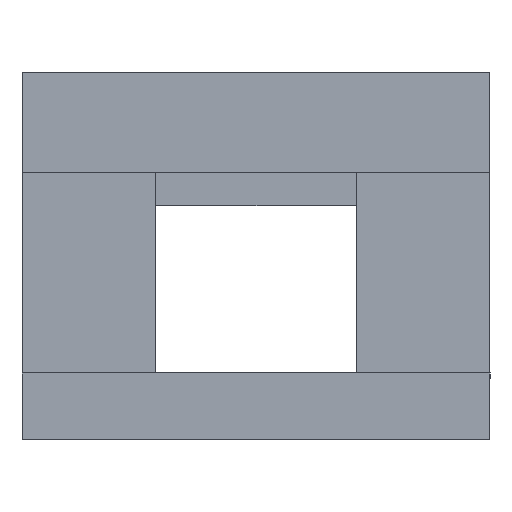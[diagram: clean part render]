
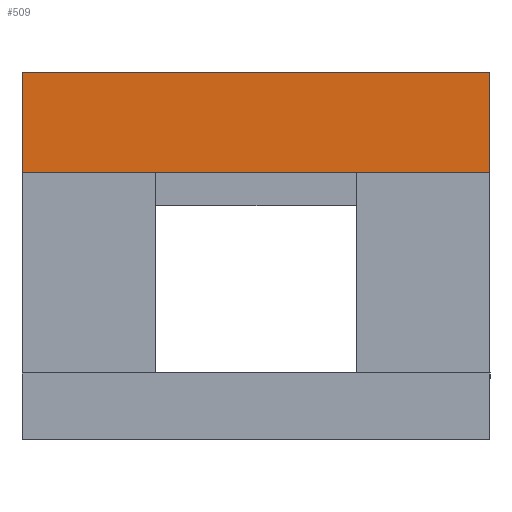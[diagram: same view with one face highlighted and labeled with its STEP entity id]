
A CAD part, left-side view. The second image highlights one B-rep face of the part: STEP entity #509.
In plain terms, the highlighted planar face has unit normal (-1, 0, 0).
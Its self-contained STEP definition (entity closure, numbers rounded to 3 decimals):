
#49=FACE_OUTER_BOUND('',#79,.T.);
#79=EDGE_LOOP('',(#386,#387,#388,#389));
#130=LINE('',#776,#190);
#131=LINE('',#778,#191);
#132=LINE('',#780,#192);
#133=LINE('',#781,#193);
#190=VECTOR('',#642,304.8);
#191=VECTOR('',#643,304.8);
#192=VECTOR('',#644,304.8);
#193=VECTOR('',#645,304.8);
#238=VERTEX_POINT('',#774);
#239=VERTEX_POINT('',#775);
#240=VERTEX_POINT('',#777);
#241=VERTEX_POINT('',#779);
#290=EDGE_CURVE('',#238,#239,#130,.T.);
#291=EDGE_CURVE('',#239,#240,#131,.T.);
#292=EDGE_CURVE('',#240,#241,#132,.T.);
#293=EDGE_CURVE('',#241,#238,#133,.T.);
#386=ORIENTED_EDGE('',*,*,#290,.T.);
#387=ORIENTED_EDGE('',*,*,#291,.T.);
#388=ORIENTED_EDGE('',*,*,#292,.T.);
#389=ORIENTED_EDGE('',*,*,#293,.T.);
#449=PLANE('',#546);
#509=ADVANCED_FACE('',(#49),#449,.T.);
#546=AXIS2_PLACEMENT_3D('',#773,#640,#641);
#640=DIRECTION('center_axis',(-1.,0.,0.));
#641=DIRECTION('ref_axis',(0.,0.,1.));
#642=DIRECTION('',(0.,1.,0.));
#643=DIRECTION('',(0.,0.,-1.));
#644=DIRECTION('',(0.,-1.,0.));
#645=DIRECTION('',(0.,0.,1.));
#773=CARTESIAN_POINT('Origin',(-500.,0.,
110.));
#774=CARTESIAN_POINT('',(-500.,-70.,110.));
#775=CARTESIAN_POINT('',(-500.,70.,110.));
#776=CARTESIAN_POINT('',(-500.,-70.,110.));
#777=CARTESIAN_POINT('',(-500.,70.,80.));
#778=CARTESIAN_POINT('',(-500.,70.,110.));
#779=CARTESIAN_POINT('',(-500.,-70.,80.));
#780=CARTESIAN_POINT('',(-500.,70.,80.));
#781=CARTESIAN_POINT('',(-500.,-70.,80.));
